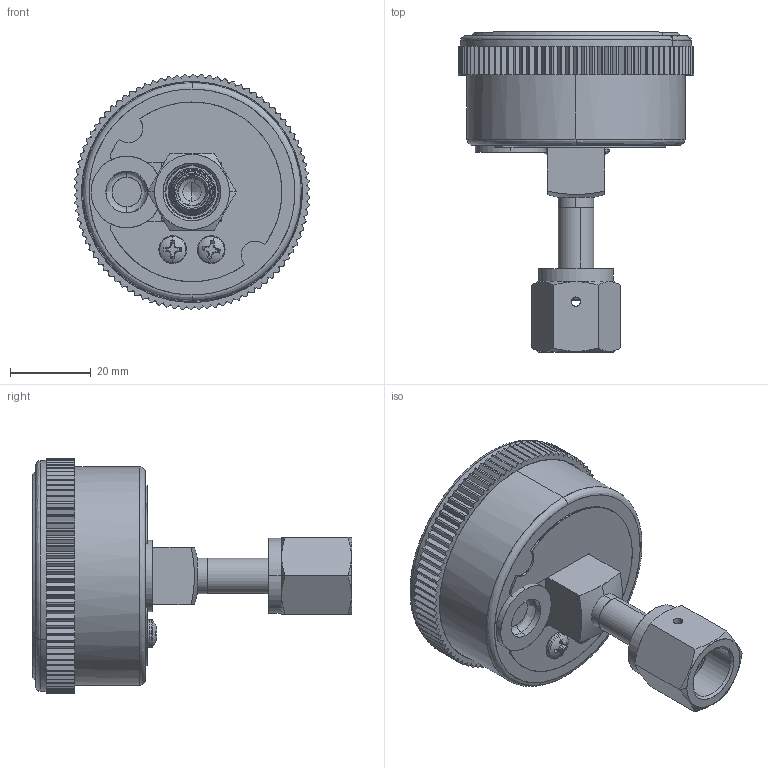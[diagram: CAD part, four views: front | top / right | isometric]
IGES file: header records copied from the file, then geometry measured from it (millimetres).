
Start section: SolidWorks IGES file using analytic representation for surfaces
Global section: file name: C122-PSI_BAR-VSF.IGS; native system: SolidWorks 2019; preprocessor: SolidWorks 2019; author: cfehr; date: 190716.093954; units: inch
Bounding box: 58.28 x 79.12 x 58.29 mm (x, y, z)
Surface area: 32038.9 mm2 (no closed solid volume)
Topology: 0 solids, 0 shells, 840 faces, 8965 edges, 8962 vertices
Faces by surface type: bspline 485, revolution 355
